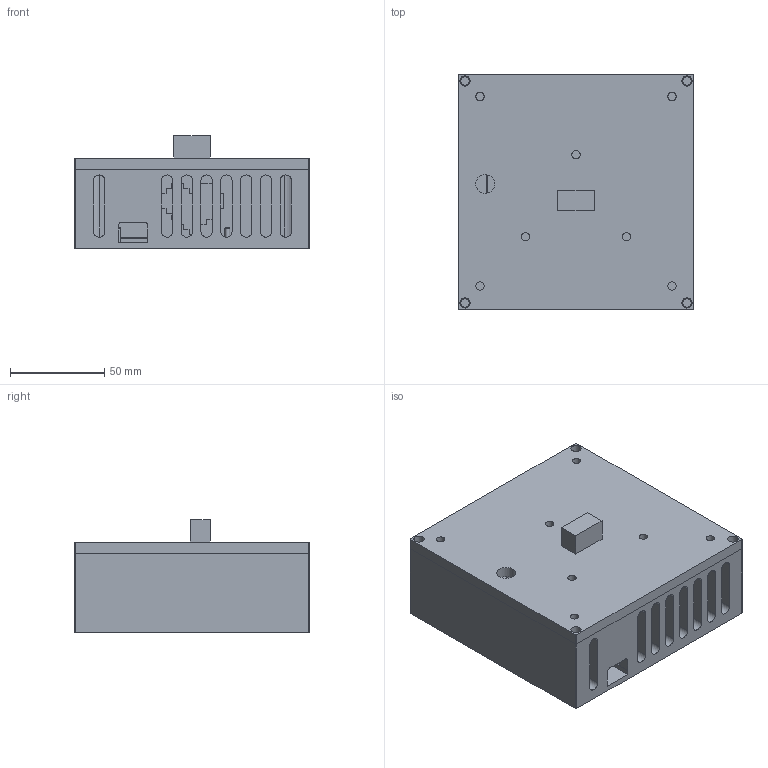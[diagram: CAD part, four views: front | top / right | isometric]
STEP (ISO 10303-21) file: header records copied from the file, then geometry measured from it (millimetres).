
FILE_DESCRIPTION(/* description */ ('','CAx-IF Rec.Pracs.---Representation and Presentation of Product Manufacturing Information (PMI)---4.0---2014-10-13'),/* implementation_level */ '2;1');
FILE_NAME(/* name */ 'RPi Case and Lid.step',/* time_stamp */ '2025-02-25T01:05:58+01:00',/* author */ (''),/* organization */ (''),/* preprocessor_version */ 'ST-DEVELOPER v20',/* originating_system */ 'Autodesk Translation Framework v13.20.0.188',/* authorisation */ '');
FILE_SCHEMA (('AP242_MANAGED_MODEL_BASED_3D_ENGINEERING_MIM_LF { 1 0 10303 442 1 1 4 }'));
Length unit declared in the file: millimetre
Products named in the file (1): bOX
Bounding box: 125 x 125 x 59.9 mm (x, y, z)
Volume: 255752.6 mm3; surface area: 106917.3 mm2
Topology: 3 solids, 3 shells, 249 faces, 698 edges, 455 vertices
Faces by surface type: plane 157, cylinder 80, torus 8, sphere 2, bspline 2
Full cylindrical faces by diameter (mm): 2.53 x4, 4.4 x11, 5.48 x4, 10 x1
Entity records: 8181 total; most frequent: CARTESIAN_POINT 1465, ORIENTED_EDGE 1396, DIRECTION 1372, EDGE_CURVE 698, LINE 512, VECTOR 512, VERTEX_POINT 455, AXIS2_PLACEMENT_3D 430
